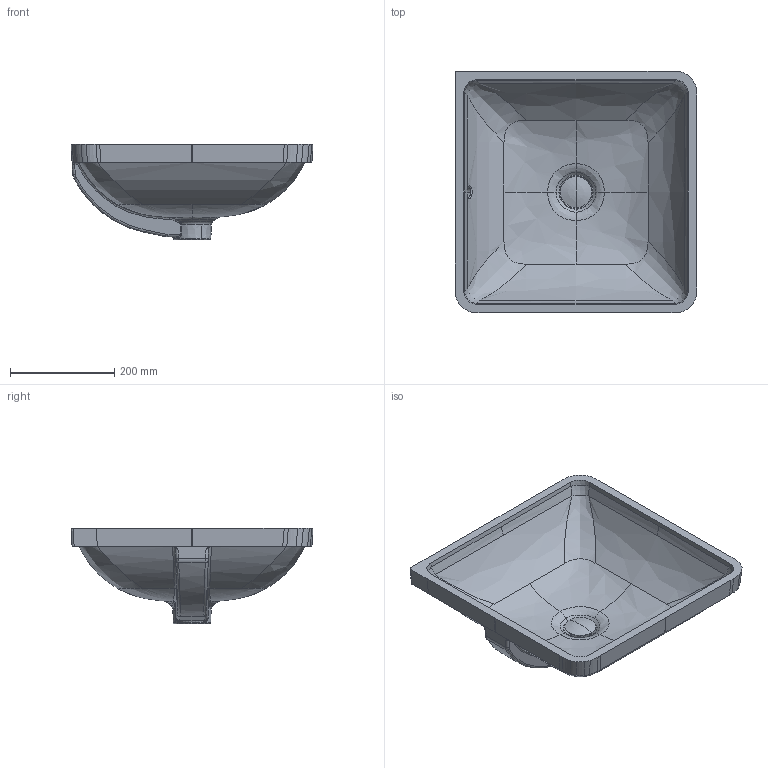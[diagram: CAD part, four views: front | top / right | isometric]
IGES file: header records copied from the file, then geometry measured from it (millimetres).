
Global section: file name: No Iges File Name specified; native system: Autodesk Inventor 2011; preprocessor: AutoDesk Inventor Iges Exporter R2011; author: Administrator; date: 20120411.190003; units: millimetre
Bounding box: 463.49 x 463.49 x 183.37 mm (x, y, z)
Volume: 4257915.4 mm3; surface area: 679240.1 mm2
Topology: 3 solids, 3 shells, 215 faces, 549 edges, 337 vertices
Faces by surface type: bspline 109, plane 43, cylinder 26, revolution 22, torus 10, cone 5
